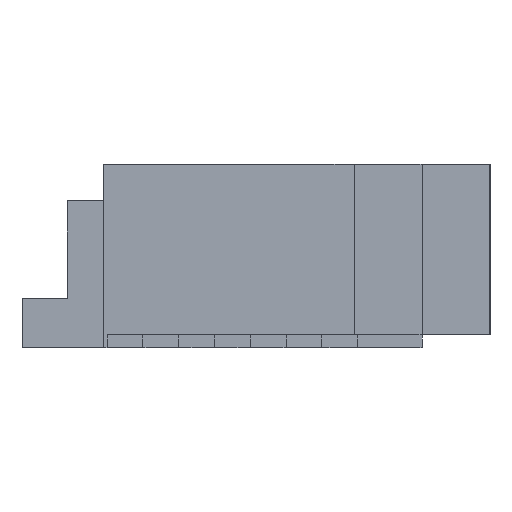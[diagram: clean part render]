
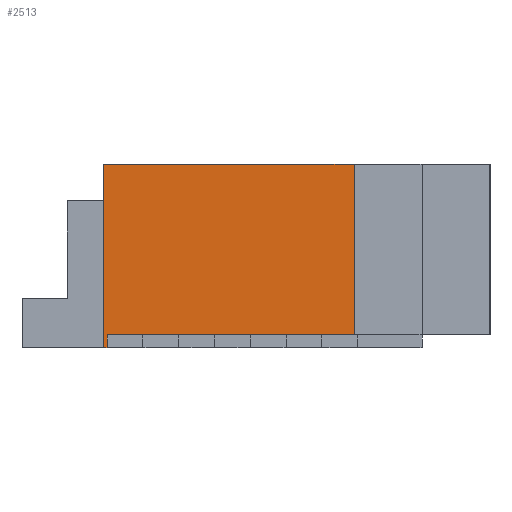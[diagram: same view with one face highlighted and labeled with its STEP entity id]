
A CAD part, left-side view. The second image highlights one B-rep face of the part: STEP entity #2513.
In plain terms, the highlighted planar face has unit normal (-1, 0, 0).
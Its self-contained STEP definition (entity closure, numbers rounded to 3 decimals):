
#540 = VERTEX_POINT('',#541);
#541 = CARTESIAN_POINT('',(-12.935,0.8,2.56));
#547 = EDGE_CURVE('',#540,#548,#550,.T.);
#548 = VERTEX_POINT('',#549);
#549 = CARTESIAN_POINT('',(-12.935,-2.7,2.56));
#550 = LINE('',#551,#552);
#551 = CARTESIAN_POINT('',(-12.935,0.8,2.56));
#552 = VECTOR('',#553,1.);
#553 = DIRECTION('',(0.,-1.,0.));
#2183 = EDGE_CURVE('',#2184,#540,#2186,.T.);
#2184 = VERTEX_POINT('',#2185);
#2185 = CARTESIAN_POINT('',(-12.935,0.8,0.));
#2186 = LINE('',#2187,#2188);
#2187 = CARTESIAN_POINT('',(-12.935,0.8,0.));
#2188 = VECTOR('',#2189,1.);
#2189 = DIRECTION('',(0.,0.,1.));
#2513 = ADVANCED_FACE('',(#2514),#2548,.F.);
#2514 = FACE_BOUND('',#2515,.F.);
#2515 = EDGE_LOOP('',(#2516,#2524,#2525,#2526,#2534,#2542));
#2516 = ORIENTED_EDGE('',*,*,#2517,.F.);
#2517 = EDGE_CURVE('',#2184,#2518,#2520,.T.);
#2518 = VERTEX_POINT('',#2519);
#2519 = CARTESIAN_POINT('',(-12.935,0.75,0.));
#2520 = LINE('',#2521,#2522);
#2521 = CARTESIAN_POINT('',(-12.935,0.8,0.));
#2522 = VECTOR('',#2523,1.);
#2523 = DIRECTION('',(0.,-1.,0.));
#2524 = ORIENTED_EDGE('',*,*,#2183,.T.);
#2525 = ORIENTED_EDGE('',*,*,#547,.T.);
#2526 = ORIENTED_EDGE('',*,*,#2527,.F.);
#2527 = EDGE_CURVE('',#2528,#548,#2530,.T.);
#2528 = VERTEX_POINT('',#2529);
#2529 = CARTESIAN_POINT('',(-12.935,-2.7,0.18));
#2530 = LINE('',#2531,#2532);
#2531 = CARTESIAN_POINT('',(-12.935,-2.7,0.));
#2532 = VECTOR('',#2533,1.);
#2533 = DIRECTION('',(0.,0.,1.));
#2534 = ORIENTED_EDGE('',*,*,#2535,.F.);
#2535 = EDGE_CURVE('',#2536,#2528,#2538,.T.);
#2536 = VERTEX_POINT('',#2537);
#2537 = CARTESIAN_POINT('',(-12.935,0.75,0.18));
#2538 = LINE('',#2539,#2540);
#2539 = CARTESIAN_POINT('',(-12.935,-0.1,0.18));
#2540 = VECTOR('',#2541,1.);
#2541 = DIRECTION('',(0.,-1.,0.));
#2542 = ORIENTED_EDGE('',*,*,#2543,.T.);
#2543 = EDGE_CURVE('',#2536,#2518,#2544,.T.);
#2544 = LINE('',#2545,#2546);
#2545 = CARTESIAN_POINT('',(-12.935,0.75,0.));
#2546 = VECTOR('',#2547,1.);
#2547 = DIRECTION('',(-0.,0.,-1.));
#2548 = PLANE('',#2549);
#2549 = AXIS2_PLACEMENT_3D('',#2550,#2551,#2552);
#2550 = CARTESIAN_POINT('',(-12.935,0.8,0.));
#2551 = DIRECTION('',(1.,0.,0.));
#2552 = DIRECTION('',(0.,-1.,0.));
